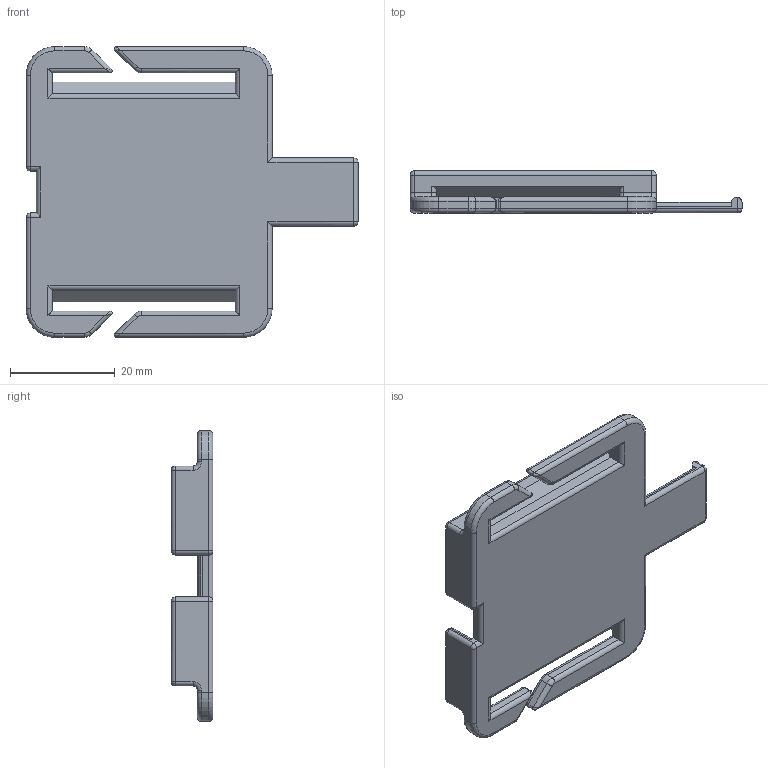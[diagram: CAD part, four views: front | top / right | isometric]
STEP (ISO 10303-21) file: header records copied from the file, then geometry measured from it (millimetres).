
FILE_DESCRIPTION (( 'STEP AP214' ), '1' );
FILE_NAME ('Chesty Mount Alt.STEP', '2025-08-21T01:55:27', ( '' ), ( '' ), 'MPSTEP 2.0', 'Macroplastics Offline CAD Suite', '' );
FILE_SCHEMA (( 'UwU' ));
Length unit declared in the file: millimetre
Products named in the file (1): Chesty Mount Alt
Bounding box: 63.4 x 8 x 55.5 mm (x, y, z)
Volume: 7320.9 mm3; surface area: 7442.3 mm2
Topology: 1 solids, 1 shells, 216 faces, 524 edges, 292 vertices
Faces by surface type: cylinder 98, plane 50, bspline 34, torus 30, sphere 4
Entity records: 8124 total; most frequent: CARTESIAN_POINT 3483, ORIENTED_EDGE 1012, DIRECTION 928, EDGE_CURVE 506, AXIS2_PLACEMENT_3D 344, VERTEX_POINT 292, VECTOR 240, LINE 240
